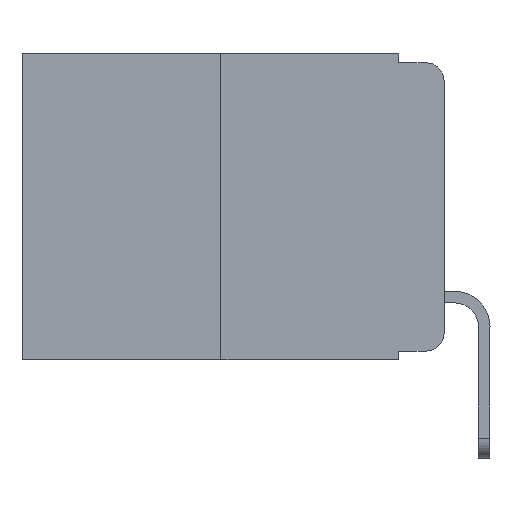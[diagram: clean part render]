
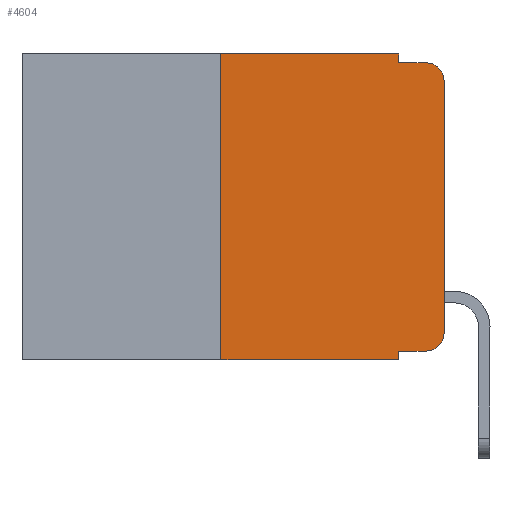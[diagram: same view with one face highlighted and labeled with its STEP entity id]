
A CAD part, left-side view. The second image highlights one B-rep face of the part: STEP entity #4604.
In plain terms, the highlighted planar face has unit normal (-1, 0, 0).
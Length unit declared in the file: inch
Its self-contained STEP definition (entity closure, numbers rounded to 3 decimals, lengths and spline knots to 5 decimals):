
#28 = ORIENTED_EDGE ( 'NONE', *, *, #6731, .F. ) ;
#373 = DIRECTION ( 'NONE',  ( 1., 0., 0. ) ) ;
#765 = EDGE_CURVE ( 'NONE', #5190, #10536, #3465, .T. ) ;
#1018 = EDGE_CURVE ( 'NONE', #10240, #10254, #3625, .T. ) ;
#1209 = CARTESIAN_POINT ( 'NONE',  ( 0., 0.02, -0.333 ) ) ;
#1242 = CARTESIAN_POINT ( 'NONE',  ( 0., 0., -0.313 ) ) ;
#1244 = ORIENTED_EDGE ( 'NONE', *, *, #10121, .T. ) ;
#1406 = ORIENTED_EDGE ( 'NONE', *, *, #6622, .F. ) ;
#1443 = LINE ( 'NONE', #11659, #2155 ) ;
#1573 = CARTESIAN_POINT ( 'NONE',  ( 0., 0.02, -0.01 ) ) ;
#1676 = CARTESIAN_POINT ( 'NONE',  ( 0., 0.051, 0. ) ) ;
#1764 = VERTEX_POINT ( 'NONE', #1242 ) ;
#1941 = CARTESIAN_POINT ( 'NONE',  ( 0., 0.473, 0. ) ) ;
#2155 = VECTOR ( 'NONE', #13581, 39.37008 ) ;
#2188 = DIRECTION ( 'NONE',  ( 0., 0., 1. ) ) ;
#2390 = DIRECTION ( 'NONE',  ( 0., 0., -1. ) ) ;
#2491 = DIRECTION ( 'NONE',  ( 0., 0., -1. ) ) ;
#2820 = PLANE ( 'NONE',  #12443 ) ;
#2900 = VERTEX_POINT ( 'NONE', #13525 ) ;
#3036 = VECTOR ( 'NONE', #3887, 39.37008 ) ;
#3199 = AXIS2_PLACEMENT_3D ( 'NONE', #11022, #10976, #2390 ) ;
#3465 = LINE ( 'NONE', #5374, #10768 ) ;
#3625 = CIRCLE ( 'NONE', #8861, 0.02 ) ;
#3887 = DIRECTION ( 'NONE',  ( 0., 0., -1. ) ) ;
#3903 = VERTEX_POINT ( 'NONE', #6058 ) ;
#4054 = DIRECTION ( 'NONE',  ( 0., 0., -1. ) ) ;
#4323 = DIRECTION ( 'NONE',  ( 0., 0., 1. ) ) ;
#4525 = VERTEX_POINT ( 'NONE', #4789 ) ;
#4604 = ADVANCED_FACE ( 'NONE', ( #8285 ), #2820, .F. ) ;
#4789 = CARTESIAN_POINT ( 'NONE',  ( 0., 0.051, -0.01 ) ) ;
#4893 = EDGE_CURVE ( 'NONE', #11241, #1764, #10406, .T. ) ;
#5092 = ORIENTED_EDGE ( 'NONE', *, *, #765, .F. ) ;
#5190 = VERTEX_POINT ( 'NONE', #6187 ) ;
#5374 = CARTESIAN_POINT ( 'NONE',  ( 0., 0.25, 0. ) ) ;
#5413 = CARTESIAN_POINT ( 'NONE',  ( 0., 0.25, 0. ) ) ;
#6058 = CARTESIAN_POINT ( 'NONE',  ( 0., 0.051, -0.343 ) ) ;
#6187 = CARTESIAN_POINT ( 'NONE',  ( 0., 0.25, -0.343 ) ) ;
#6314 = VECTOR ( 'NONE', #7866, 39.37008 ) ;
#6390 = CARTESIAN_POINT ( 'NONE',  ( 0., 0.051, -0.333 ) ) ;
#6616 = ORIENTED_EDGE ( 'NONE', *, *, #4893, .T. ) ;
#6622 = EDGE_CURVE ( 'NONE', #7970, #3903, #7954, .T. ) ;
#6731 = EDGE_CURVE ( 'NONE', #10536, #2900, #8116, .T. ) ;
#6753 = VECTOR ( 'NONE', #10858, 39.37008 ) ;
#6770 = EDGE_CURVE ( 'NONE', #2900, #4525, #14082, .T. ) ;
#7187 = ORIENTED_EDGE ( 'NONE', *, *, #8185, .T. ) ;
#7635 = ORIENTED_EDGE ( 'NONE', *, *, #1018, .T. ) ;
#7866 = DIRECTION ( 'NONE',  ( 0., -1., 0. ) ) ;
#7906 = CARTESIAN_POINT ( 'NONE',  ( 0., 0.473, 0. ) ) ;
#7954 = LINE ( 'NONE', #1676, #3036 ) ;
#7970 = VERTEX_POINT ( 'NONE', #6390 ) ;
#8116 = LINE ( 'NONE', #1941, #8645 ) ;
#8185 = EDGE_CURVE ( 'NONE', #1764, #10240, #11398, .T. ) ;
#8285 = FACE_OUTER_BOUND ( 'NONE', #10159, .T. ) ;
#8557 = ORIENTED_EDGE ( 'NONE', *, *, #12131, .F. ) ;
#8645 = VECTOR ( 'NONE', #13805, 39.37008 ) ;
#8861 = AXIS2_PLACEMENT_3D ( 'NONE', #13239, #11100, #12052 ) ;
#9220 = ORIENTED_EDGE ( 'NONE', *, *, #11686, .T. ) ;
#9360 = VECTOR ( 'NONE', #2188, 39.37008 ) ;
#9448 = CARTESIAN_POINT ( 'NONE',  ( 0., 0.051, 0. ) ) ;
#9467 = LINE ( 'NONE', #9808, #6753 ) ;
#9808 = CARTESIAN_POINT ( 'NONE',  ( 0., 0.473, -0.343 ) ) ;
#10121 = EDGE_CURVE ( 'NONE', #7970, #11241, #11195, .T. ) ;
#10159 = EDGE_LOOP ( 'NONE', ( #7187, #7635, #8557, #11621, #28, #5092, #9220, #1406, #1244, #6616 ) ) ;
#10240 = VERTEX_POINT ( 'NONE', #13579 ) ;
#10254 = VERTEX_POINT ( 'NONE', #1573 ) ;
#10406 = CIRCLE ( 'NONE', #3199, 0.02 ) ;
#10536 = VERTEX_POINT ( 'NONE', #5413 ) ;
#10768 = VECTOR ( 'NONE', #4323, 39.37008 ) ;
#10858 = DIRECTION ( 'NONE',  ( 0., -1., 0. ) ) ;
#10976 = DIRECTION ( 'NONE',  ( -1., 0., 0. ) ) ;
#11022 = CARTESIAN_POINT ( 'NONE',  ( 0., 0.02, -0.313 ) ) ;
#11100 = DIRECTION ( 'NONE',  ( -1., 0., 0. ) ) ;
#11179 = VECTOR ( 'NONE', #4054, 39.37008 ) ;
#11195 = LINE ( 'NONE', #12126, #6314 ) ;
#11241 = VERTEX_POINT ( 'NONE', #1209 ) ;
#11398 = LINE ( 'NONE', #14060, #9360 ) ;
#11621 = ORIENTED_EDGE ( 'NONE', *, *, #6770, .F. ) ;
#11659 = CARTESIAN_POINT ( 'NONE',  ( 0., 0.051, -0.01 ) ) ;
#11686 = EDGE_CURVE ( 'NONE', #5190, #3903, #9467, .T. ) ;
#12052 = DIRECTION ( 'NONE',  ( 0., 0., -1. ) ) ;
#12126 = CARTESIAN_POINT ( 'NONE',  ( 0., 0.051, -0.333 ) ) ;
#12131 = EDGE_CURVE ( 'NONE', #4525, #10254, #1443, .T. ) ;
#12443 = AXIS2_PLACEMENT_3D ( 'NONE', #7906, #373, #2491 ) ;
#13239 = CARTESIAN_POINT ( 'NONE',  ( 0., 0.02, -0.03 ) ) ;
#13525 = CARTESIAN_POINT ( 'NONE',  ( 0., 0.051, 0. ) ) ;
#13579 = CARTESIAN_POINT ( 'NONE',  ( 0., 0., -0.03 ) ) ;
#13581 = DIRECTION ( 'NONE',  ( 0., -1., 0. ) ) ;
#13805 = DIRECTION ( 'NONE',  ( 0., -1., 0. ) ) ;
#14060 = CARTESIAN_POINT ( 'NONE',  ( 0., 0., 0. ) ) ;
#14082 = LINE ( 'NONE', #9448, #11179 ) ;
